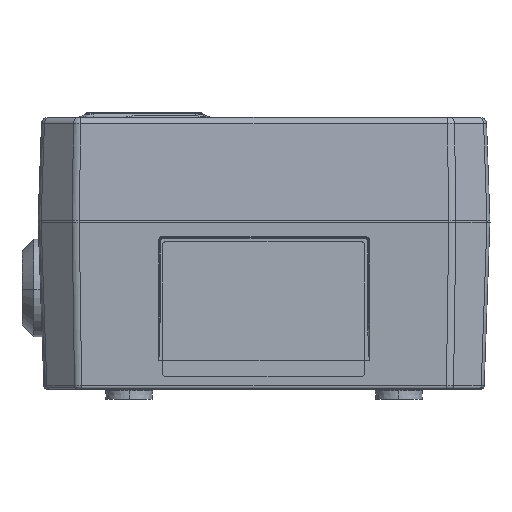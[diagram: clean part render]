
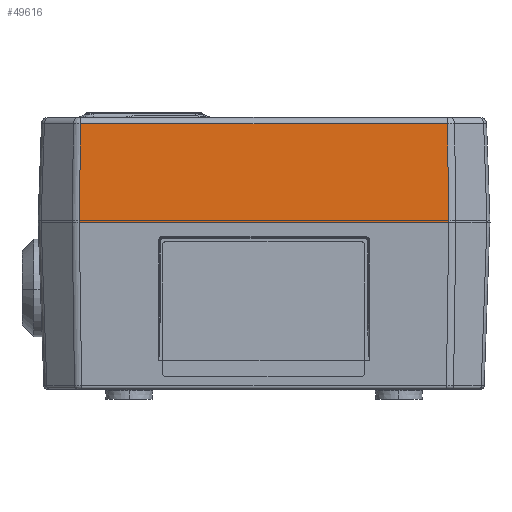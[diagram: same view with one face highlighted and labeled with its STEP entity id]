
A CAD part, left-side view. The second image highlights one B-rep face of the part: STEP entity #49616.
In plain terms, the highlighted face is planar.
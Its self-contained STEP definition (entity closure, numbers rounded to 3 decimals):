
#2449 = VERTEX_POINT ( 'NONE', #62704 ) ;
#4659 = DIRECTION ( 'NONE',  ( 0., 0., -1. ) ) ;
#8369 = ORIENTED_EDGE ( 'NONE', *, *, #38676, .T. ) ;
#13068 = DIRECTION ( 'NONE',  ( 0., 0., 1. ) ) ;
#18033 = VERTEX_POINT ( 'NONE', #32122 ) ;
#19216 = LINE ( 'NONE', #41385, #56425 ) ;
#19399 = FACE_OUTER_BOUND ( 'NONE', #63627, .T. ) ;
#20103 = EDGE_CURVE ( 'NONE', #87698, #18033, #60605, .T. ) ;
#20715 = LINE ( 'NONE', #49492, #49970 ) ;
#22837 = EDGE_CURVE ( 'NONE', #2449, #91165, #91809, .T. ) ;
#29985 = AXIS2_PLACEMENT_3D ( 'NONE', #47682, #40627, #48155 ) ;
#32074 = VECTOR ( 'NONE', #88137, 1000. ) ;
#32122 = CARTESIAN_POINT ( 'NONE',  ( -65.999, 28.67, 54.38 ) ) ;
#33458 = VECTOR ( 'NONE', #69991, 1000. ) ;
#35402 = PLANE ( 'NONE',  #29985 ) ;
#38676 = EDGE_CURVE ( 'NONE', #91165, #87698, #19216, .T. ) ;
#40627 = DIRECTION ( 'NONE',  ( -0.999, 0.035, 0. ) ) ;
#41385 = CARTESIAN_POINT ( 'NONE',  ( -67.017, -0.5, -56.037 ) ) ;
#47682 = CARTESIAN_POINT ( 'NONE',  ( -67., 0., -56.037 ) ) ;
#48155 = DIRECTION ( 'NONE',  ( -0.035, -0.999, 0. ) ) ;
#48220 = CARTESIAN_POINT ( 'NONE',  ( -67.001, -0.018, -54.795 ) ) ;
#49492 = CARTESIAN_POINT ( 'NONE',  ( -65.999, 28.67, -56.037 ) ) ;
#49616 = ADVANCED_FACE ( 'NONE', ( #19399 ), #35402, .T. ) ;
#49970 = VECTOR ( 'NONE', #4659, 1000. ) ;
#53984 = EDGE_CURVE ( 'NONE', #18033, #2449, #20715, .T. ) ;
#54533 = ORIENTED_EDGE ( 'NONE', *, *, #53984, .T. ) ;
#56158 = ORIENTED_EDGE ( 'NONE', *, *, #22837, .T. ) ;
#56425 = VECTOR ( 'NONE', #13068, 1000. ) ;
#60605 = LINE ( 'NONE', #66790, #32074 ) ;
#62704 = CARTESIAN_POINT ( 'NONE',  ( -65.999, 28.67, -54.38 ) ) ;
#63627 = EDGE_LOOP ( 'NONE', ( #90086, #54533, #56158, #8369 ) ) ;
#64892 = CARTESIAN_POINT ( 'NONE',  ( -67.017, -0.5, -54.802 ) ) ;
#66790 = CARTESIAN_POINT ( 'NONE',  ( -66.944, 1.601, 54.772 ) ) ;
#69991 = DIRECTION ( 'NONE',  ( -0.035, -0.999, -0.014 ) ) ;
#87698 = VERTEX_POINT ( 'NONE', #88296 ) ;
#88137 = DIRECTION ( 'NONE',  ( 0.035, 0.999, -0.014 ) ) ;
#88296 = CARTESIAN_POINT ( 'NONE',  ( -67.017, -0.5, 54.802 ) ) ;
#90086 = ORIENTED_EDGE ( 'NONE', *, *, #20103, .T. ) ;
#91165 = VERTEX_POINT ( 'NONE', #64892 ) ;
#91809 = LINE ( 'NONE', #48220, #33458 ) ;
